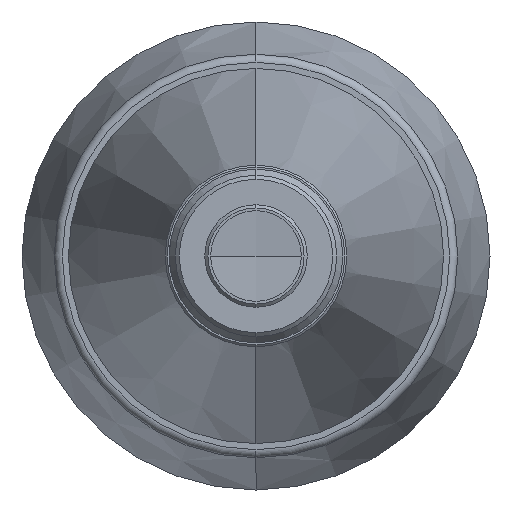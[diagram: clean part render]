
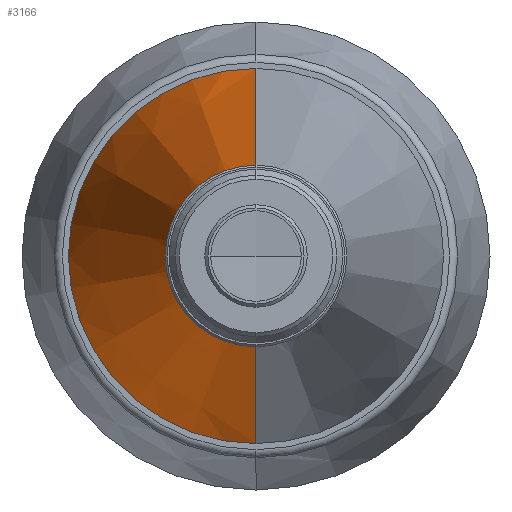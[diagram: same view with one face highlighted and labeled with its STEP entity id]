
A CAD part, left-side view. The second image highlights one B-rep face of the part: STEP entity #3166.
In plain terms, the highlighted conical face has half-angle 13.358 degrees and reference radius 46.5 mm.
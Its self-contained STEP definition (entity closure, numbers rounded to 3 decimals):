
#228 = ORIENTED_EDGE ( 'NONE', *, *, #3749, .T. ) ;
#258 = DIRECTION ( 'NONE',  ( 0.973, 0., 0.231 ) ) ;
#301 = ORIENTED_EDGE ( 'NONE', *, *, #2533, .T. ) ;
#350 = CARTESIAN_POINT ( 'NONE',  ( 199.324, 0., -46.5 ) ) ;
#441 = VERTEX_POINT ( 'NONE', #1633 ) ;
#621 = CARTESIAN_POINT ( 'NONE',  ( 199.324, 0., 0. ) ) ;
#714 = CIRCLE ( 'NONE', #2808, 19.441 ) ;
#760 = VERTEX_POINT ( 'NONE', #1468 ) ;
#781 = LINE ( 'NONE', #2273, #3915 ) ;
#962 = DIRECTION ( 'NONE',  ( -1., 0., 0. ) ) ;
#1061 = EDGE_CURVE ( 'NONE', #760, #441, #4817, .T. ) ;
#1225 = CARTESIAN_POINT ( 'NONE',  ( 199.324, 0., 46.5 ) ) ;
#1230 = AXIS2_PLACEMENT_3D ( 'NONE', #3397, #962, #3829 ) ;
#1316 = ORIENTED_EDGE ( 'NONE', *, *, #1061, .F. ) ;
#1468 = CARTESIAN_POINT ( 'NONE',  ( 85.375, 0., -19.441 ) ) ;
#1532 = AXIS2_PLACEMENT_3D ( 'NONE', #621, #4710, #3095 ) ;
#1633 = CARTESIAN_POINT ( 'NONE',  ( 199.324, 0., -46.5 ) ) ;
#1646 = VERTEX_POINT ( 'NONE', #1225 ) ;
#2060 = CARTESIAN_POINT ( 'NONE',  ( 85.375, 0., 19.441 ) ) ;
#2081 = DIRECTION ( 'NONE',  ( 1., 0., 0. ) ) ;
#2273 = CARTESIAN_POINT ( 'NONE',  ( 199.324, 0., 46.5 ) ) ;
#2301 = VERTEX_POINT ( 'NONE', #2060 ) ;
#2533 = EDGE_CURVE ( 'NONE', #1646, #441, #4835, .T. ) ;
#2554 = ORIENTED_EDGE ( 'NONE', *, *, #3474, .T. ) ;
#2622 = VECTOR ( 'NONE', #3214, 1000. ) ;
#2808 = AXIS2_PLACEMENT_3D ( 'NONE', #4534, #2081, #4962 ) ;
#3095 = DIRECTION ( 'NONE',  ( 0., 0., -1. ) ) ;
#3166 = ADVANCED_FACE ( 'NONE', ( #4139 ), #4565, .T. ) ;
#3214 = DIRECTION ( 'NONE',  ( 0.973, 0., -0.231 ) ) ;
#3397 = CARTESIAN_POINT ( 'NONE',  ( 199.324, 0., 0. ) ) ;
#3474 = EDGE_CURVE ( 'NONE', #760, #2301, #714, .T. ) ;
#3749 = EDGE_CURVE ( 'NONE', #2301, #1646, #781, .T. ) ;
#3829 = DIRECTION ( 'NONE',  ( 0., 0., 1. ) ) ;
#3915 = VECTOR ( 'NONE', #258, 1000. ) ;
#4139 = FACE_OUTER_BOUND ( 'NONE', #5118, .T. ) ;
#4534 = CARTESIAN_POINT ( 'NONE',  ( 85.375, 0., 0. ) ) ;
#4565 = CONICAL_SURFACE ( 'NONE', #1532, 46.5, 0.233 ) ;
#4710 = DIRECTION ( 'NONE',  ( 1., 0., 0. ) ) ;
#4817 = LINE ( 'NONE', #350, #2622 ) ;
#4835 = CIRCLE ( 'NONE', #1230, 46.5 ) ;
#4962 = DIRECTION ( 'NONE',  ( 0., 0., -1. ) ) ;
#5118 = EDGE_LOOP ( 'NONE', ( #2554, #228, #301, #1316 ) ) ;
